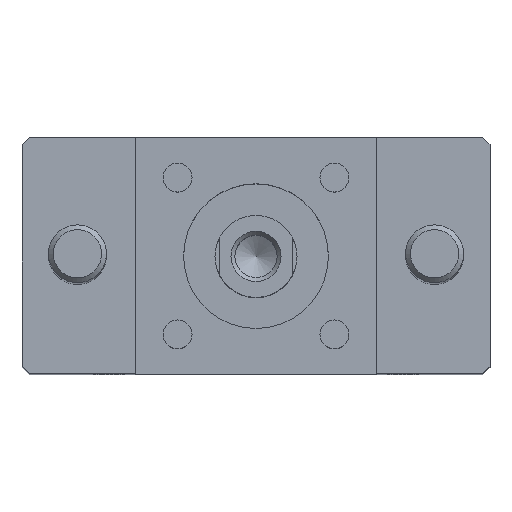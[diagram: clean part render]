
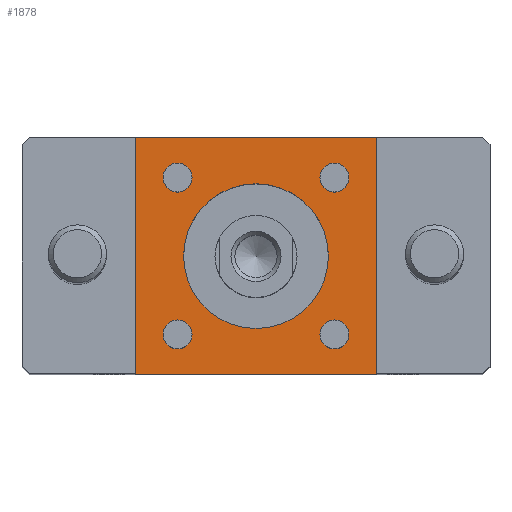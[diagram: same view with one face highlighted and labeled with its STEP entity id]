
A CAD part, top view. The second image highlights one B-rep face of the part: STEP entity #1878.
In plain terms, the highlighted planar face has unit normal (0, 0, 1).
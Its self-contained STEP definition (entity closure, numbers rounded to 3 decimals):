
#53=LINE('',#3175,#133);
#57=LINE('',#3183,#137);
#60=LINE('',#3189,#140);
#63=LINE('',#3195,#143);
#133=VECTOR('',#2567,1000.);
#137=VECTOR('',#2573,1000.);
#140=VECTOR('',#2578,1000.);
#143=VECTOR('',#2583,1000.);
#275=PLANE('',#2120);
#522=ORIENTED_EDGE('',*,*,#875,.F.);
#523=ORIENTED_EDGE('',*,*,#879,.T.);
#524=ORIENTED_EDGE('',*,*,#885,.F.);
#525=ORIENTED_EDGE('',*,*,#882,.T.);
#526=ORIENTED_EDGE('',*,*,#762,.T.);
#527=ORIENTED_EDGE('',*,*,#764,.T.);
#528=ORIENTED_EDGE('',*,*,#766,.T.);
#529=ORIENTED_EDGE('',*,*,#768,.T.);
#530=ORIENTED_EDGE('',*,*,#886,.F.);
#762=EDGE_CURVE('',#987,#987,#1165,.T.);
#764=EDGE_CURVE('',#989,#989,#1167,.T.);
#766=EDGE_CURVE('',#991,#991,#1169,.T.);
#768=EDGE_CURVE('',#993,#993,#1171,.T.);
#875=EDGE_CURVE('',#1083,#1084,#53,.T.);
#879=EDGE_CURVE('',#1083,#1087,#57,.T.);
#882=EDGE_CURVE('',#1089,#1084,#60,.T.);
#885=EDGE_CURVE('',#1089,#1087,#63,.T.);
#886=EDGE_CURVE('',#1091,#1091,#1223,.T.);
#987=VERTEX_POINT('',#2865);
#989=VERTEX_POINT('',#2871);
#991=VERTEX_POINT('',#2877);
#993=VERTEX_POINT('',#2883);
#1083=VERTEX_POINT('',#3174);
#1084=VERTEX_POINT('',#3176);
#1087=VERTEX_POINT('',#3184);
#1089=VERTEX_POINT('',#3190);
#1091=VERTEX_POINT('',#3197);
#1165=CIRCLE('',#1967,3.);
#1167=CIRCLE('',#1971,3.);
#1169=CIRCLE('',#1975,3.);
#1171=CIRCLE('',#1979,3.);
#1223=CIRCLE('',#2121,15.);
#1396=EDGE_LOOP('',(#522,#523,#524,#525));
#1397=EDGE_LOOP('',(#526));
#1398=EDGE_LOOP('',(#527));
#1399=EDGE_LOOP('',(#528));
#1400=EDGE_LOOP('',(#529));
#1401=EDGE_LOOP('',(#530));
#1638=FACE_BOUND('',#1396,.T.);
#1639=FACE_BOUND('',#1397,.T.);
#1640=FACE_BOUND('',#1398,.T.);
#1641=FACE_BOUND('',#1399,.T.);
#1642=FACE_BOUND('',#1400,.T.);
#1643=FACE_BOUND('',#1401,.T.);
#1878=ADVANCED_FACE('',(#1638,#1639,#1640,#1641,#1642,#1643),#275,.T.);
#1967=AXIS2_PLACEMENT_3D('',#2864,#2242,#2243);
#1971=AXIS2_PLACEMENT_3D('',#2870,#2250,#2251);
#1975=AXIS2_PLACEMENT_3D('',#2876,#2258,#2259);
#1979=AXIS2_PLACEMENT_3D('',#2882,#2266,#2267);
#2120=AXIS2_PLACEMENT_3D('',#3194,#2581,#2582);
#2121=AXIS2_PLACEMENT_3D('',#3196,#2584,#2585);
#2242=DIRECTION('',(0.,0.,-1.));
#2243=DIRECTION('',(1.,0.,0.));
#2250=DIRECTION('',(0.,0.,-1.));
#2251=DIRECTION('',(1.,0.,0.));
#2258=DIRECTION('',(0.,0.,-1.));
#2259=DIRECTION('',(1.,0.,0.));
#2266=DIRECTION('',(0.,0.,-1.));
#2267=DIRECTION('',(1.,0.,0.));
#2567=DIRECTION('',(-1.,0.,0.));
#2573=DIRECTION('',(0.,1.,0.));
#2578=DIRECTION('',(0.,-1.,0.));
#2581=DIRECTION('',(0.,0.,1.));
#2582=DIRECTION('',(1.,0.,0.));
#2583=DIRECTION('',(1.,0.,0.));
#2584=DIRECTION('',(0.,0.,1.));
#2585=DIRECTION('',(-1.,0.,0.));
#2864=CARTESIAN_POINT('',(-16.25,16.25,49.));
#2865=CARTESIAN_POINT('',(-13.25,16.25,49.));
#2870=CARTESIAN_POINT('',(16.25,16.25,49.));
#2871=CARTESIAN_POINT('',(19.25,16.25,49.));
#2876=CARTESIAN_POINT('',(-16.25,-16.25,49.));
#2877=CARTESIAN_POINT('',(-13.25,-16.25,49.));
#2882=CARTESIAN_POINT('',(16.25,-16.25,49.));
#2883=CARTESIAN_POINT('',(19.25,-16.25,49.));
#3174=CARTESIAN_POINT('',(25.,-24.5,49.));
#3175=CARTESIAN_POINT('',(25.,-24.5,49.));
#3176=CARTESIAN_POINT('',(-25.,-24.5,49.));
#3183=CARTESIAN_POINT('',(25.,-24.5,49.));
#3184=CARTESIAN_POINT('',(25.,24.5,49.));
#3189=CARTESIAN_POINT('',(-25.,24.5,49.));
#3190=CARTESIAN_POINT('',(-25.,24.5,49.));
#3194=CARTESIAN_POINT('',(0.,0.,49.));
#3195=CARTESIAN_POINT('',(-25.,24.5,49.));
#3196=CARTESIAN_POINT('',(0.,0.,49.));
#3197=CARTESIAN_POINT('',(-15.,0.,49.));
